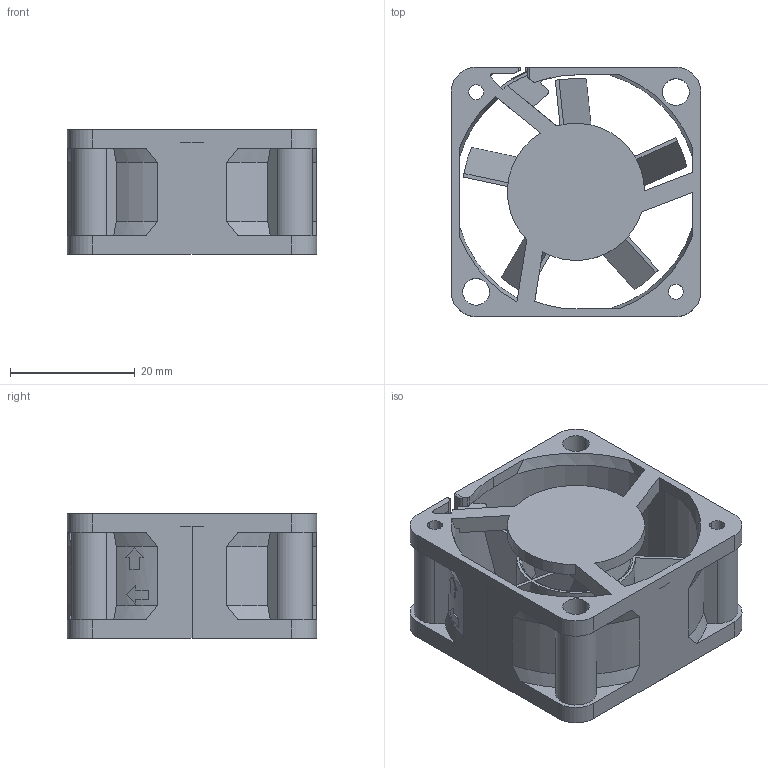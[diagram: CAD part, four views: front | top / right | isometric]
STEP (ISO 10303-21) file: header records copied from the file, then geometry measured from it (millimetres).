
FILE_DESCRIPTION((''),'2;1');
FILE_NAME('AUB0412HDYFM-ORI_ASM','2022-02-25T11:04:27',('CHEWEI.SHIH'),(''),'CREO PARAMETRIC BY PTC INC, 2020454','CREO PARAMETRIC BY PTC INC, 2020454','');
FILE_SCHEMA(('CONFIG_CONTROL_DESIGN'));
Length unit declared in the file: millimetre
Products named in the file (5): 410204010003_3_1; 410306090000_2_1; ASM0001_ASM_1_ASM_1_ASM; AUB0412HD-BS27_ASM_1_ASM; AUB0412HDYFM-ORI_ASM
Assembly tree (4 placements, depth 4):
  AUB0412HDYFM-ORI_ASM
    AUB0412HD-BS27_ASM_1_ASM
      ASM0001_ASM_1_ASM_1_ASM
        410204010003_3_1
        410306090000_2_1
Bounding box: 40 x 40 x 20 mm (x, y, z)
Volume: 6746 mm3; surface area: 12780 mm2
Topology: 2 solids, 3 shells, 822 faces, 2387 edges, 1597 vertices
Faces by surface type: plane 606, cylinder 143, cone 35, torus 31, bspline 7
Entity records: 28297 total; most frequent: CARTESIAN_POINT 7548, ORIENTED_EDGE 4774, DIRECTION 3730, EDGE_CURVE 2387, VERTEX_POINT 1597, AXIS2_PLACEMENT_3D 1344, VECTOR 1042, LINE 1042
